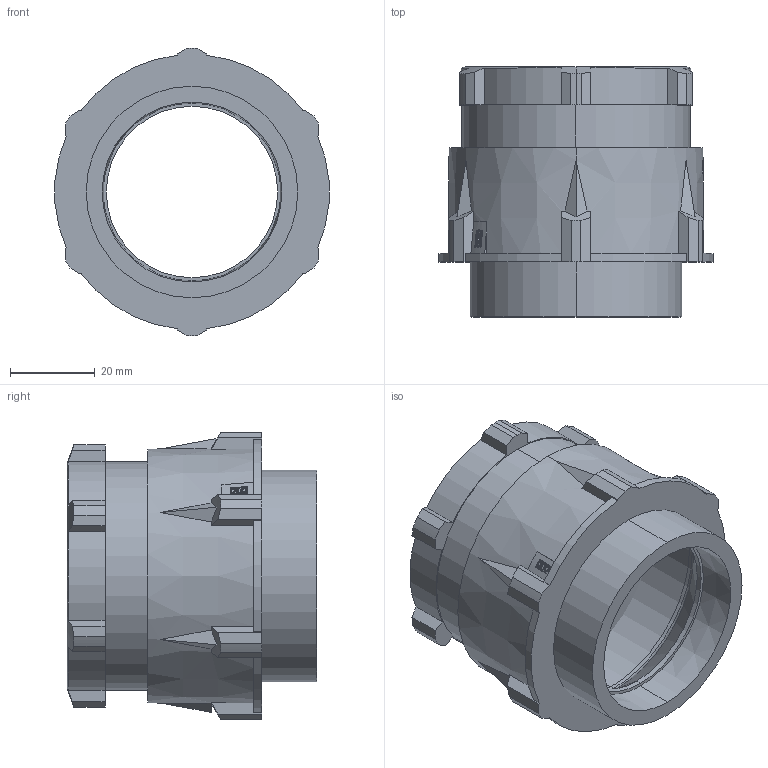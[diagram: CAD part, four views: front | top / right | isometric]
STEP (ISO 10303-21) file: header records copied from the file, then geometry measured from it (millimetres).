
FILE_DESCRIPTION((''),'2;1');
FILE_NAME('2035375_ORG_ASM','2016-02-26T',('AndreasKeweloh'),(''),'CREO PARAMETRIC BY PTC INC, 2015290','CREO PARAMETRIC BY PTC INC, 2015290','');
FILE_SCHEMA(('CONFIG_CONTROL_DESIGN'));
Length unit declared in the file: millimetre
Products named in the file (4): EV269-50-01_1; EV510-42_1; 2035375_ASM; 2035375_ORG_ASM
Assembly tree (3 placements, depth 3):
  2035375_ORG_ASM
    2035375_ASM
      EV269-50-01_1
      EV510-42_1
Bounding box: 64.78 x 59.09 x 68 mm (x, y, z)
Volume: 51009.5 mm3; surface area: 27746 mm2
Topology: 2 solids, 2 shells, 236 faces, 628 edges, 414 vertices
Faces by surface type: plane 111, cylinder 52, cone 36, extrusion 35, torus 2
Entity records: 8367 total; most frequent: CARTESIAN_POINT 2663, ORIENTED_EDGE 1256, DIRECTION 1007, EDGE_CURVE 628, VERTEX_POINT 414, AXIS2_PLACEMENT_3D 353, VECTOR 301, LINE 266
